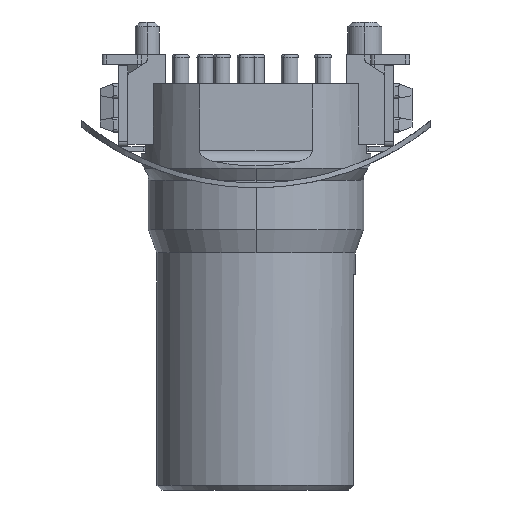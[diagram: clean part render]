
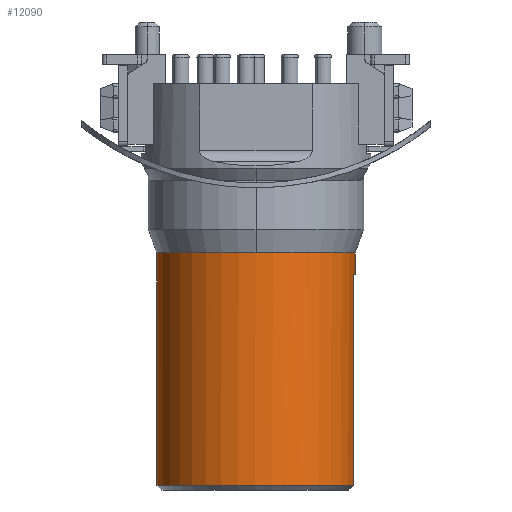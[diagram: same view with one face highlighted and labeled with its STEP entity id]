
A CAD part, left-side view. The second image highlights one B-rep face of the part: STEP entity #12090.
In plain terms, the highlighted cylindrical face has radius 4.1 mm (diameter 8.2 mm), a partial arc.
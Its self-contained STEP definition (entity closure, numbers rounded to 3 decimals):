
#2728=CARTESIAN_POINT('',(0.,0.,-8.2));
#2729=DIRECTION('',(0.,0.,1.));
#2730=DIRECTION('',(0.,1.,0.));
#2731=AXIS2_PLACEMENT_3D('',#2728,#2729,#2730);
#2733=CARTESIAN_POINT('',(0.,0.,-8.2));
#2734=DIRECTION('',(0.,0.,1.));
#2735=DIRECTION('',(-1.,0.,0.));
#2736=AXIS2_PLACEMENT_3D('',#2733,#2734,#2735);
#2738=DIRECTION('',(0.,0.,-1.));
#2739=VECTOR('',#2738,0.9);
#2740=CARTESIAN_POINT('',(0.,-4.1,-8.2));
#2741=LINE('',#2740,#2739);
#2742=DIRECTION('',(0.,0.,1.));
#2743=VECTOR('',#2742,8.7);
#2744=CARTESIAN_POINT('',(-0.82,-4.017,-17.8));
#2745=LINE('',#2744,#2743);
#2746=CARTESIAN_POINT('',(0.,0.,-17.8));
#2747=DIRECTION('',(0.,0.,-1.));
#2748=DIRECTION('',(-0.2,-0.98,0.));
#2749=AXIS2_PLACEMENT_3D('',#2746,#2747,#2748);
#2751=DIRECTION('',(0.,0.,-1.));
#2752=VECTOR('',#2751,9.6);
#2753=CARTESIAN_POINT('',(0.,4.1,-8.2));
#2754=LINE('',#2753,#2752);
#2759=CARTESIAN_POINT('',(0.,0.,-9.1));
#2760=DIRECTION('',(0.,0.,1.));
#2761=DIRECTION('',(-0.2,-0.98,0.));
#2762=AXIS2_PLACEMENT_3D('',#2759,#2760,#2761);
#2800=CARTESIAN_POINT('',(-0.82,-4.017,-17.8));
#7780=VERTEX_POINT('',#2800);
#7781=CARTESIAN_POINT('',(-0.82,-4.017,-9.1));
#7782=VERTEX_POINT('',#7781);
#7783=CARTESIAN_POINT('',(0.,4.1,-17.8));
#7784=VERTEX_POINT('',#7783);
#7785=CARTESIAN_POINT('',(0.,-4.1,-9.1));
#7786=VERTEX_POINT('',#7785);
#7792=CARTESIAN_POINT('',(0.,4.1,-8.2));
#7794=VERTEX_POINT('',#7792);
#7795=CARTESIAN_POINT('',(0.,-4.1,-8.2));
#7796=VERTEX_POINT('',#7795);
#7797=CARTESIAN_POINT('',(-4.1,0.,-8.2));
#7798=VERTEX_POINT('',#7797);
#12073=CARTESIAN_POINT('',(0.,0.,-18.84));
#12074=DIRECTION('',(0.,0.,1.));
#12075=DIRECTION('',(0.,1.,0.));
#12076=AXIS2_PLACEMENT_3D('',#12073,#12074,#12075);
#12077=CYLINDRICAL_SURFACE('',#12076,4.1);
#12078=ORIENTED_EDGE('',*,*,#12068,.T.);
#12079=ORIENTED_EDGE('',*,*,#12028,.T.);
#12080=ORIENTED_EDGE('',*,*,#12053,.T.);
#12082=ORIENTED_EDGE('',*,*,#12081,.F.);
#12084=ORIENTED_EDGE('',*,*,#12083,.F.);
#12086=ORIENTED_EDGE('',*,*,#12085,.T.);
#12087=ORIENTED_EDGE('',*,*,#12045,.F.);
#12088=EDGE_LOOP('',(#12078,#12079,#12080,#12082,#12084,#12086,#12087));
#12089=FACE_OUTER_BOUND('',#12088,.F.);
#2732=CIRCLE('',#2731,4.1);
#2737=CIRCLE('',#2736,4.1);
#2750=CIRCLE('',#2749,4.1);
#2763=CIRCLE('',#2762,4.1);
#12028=EDGE_CURVE('',#7798,#7796,#2737,.T.);
#12045=EDGE_CURVE('',#7794,#7784,#2754,.T.);
#12053=EDGE_CURVE('',#7796,#7786,#2741,.T.);
#12068=EDGE_CURVE('',#7794,#7798,#2732,.T.);
#12081=EDGE_CURVE('',#7782,#7786,#2763,.T.);
#12083=EDGE_CURVE('',#7780,#7782,#2745,.T.);
#12085=EDGE_CURVE('',#7780,#7784,#2750,.T.);
#12090=ADVANCED_FACE('',(#12089),#12077,.T.);
